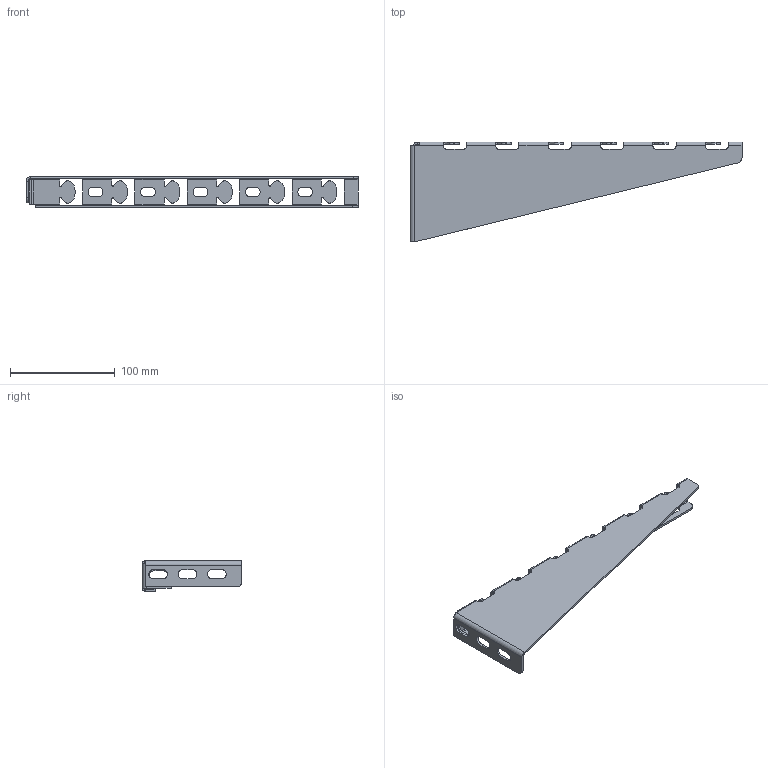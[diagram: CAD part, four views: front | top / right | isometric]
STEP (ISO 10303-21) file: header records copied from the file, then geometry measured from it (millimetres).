
FILE_DESCRIPTION((''),'2;1');
FILE_NAME('902330','2020-03-27T14:26:24',('tomasz.grudniewski'),(''),'CREO PARAMETRIC BY PTC INC, 2019080','CREO PARAMETRIC BY PTC INC, 2019080','');
FILE_SCHEMA(('CONFIG_CONTROL_DESIGN'));
Length unit declared in the file: millimetre
Products named in the file (1): 902330
Bounding box: 317 x 95.43 x 29 mm (x, y, z)
Volume: 54883.1 mm3; surface area: 59286.4 mm2
Topology: 1 solids, 1 shells, 285 faces, 757 edges, 462 vertices
Faces by surface type: plane 166, cylinder 119
Entity records: 8823 total; most frequent: DIRECTION 1565, ORIENTED_EDGE 1514, CARTESIAN_POINT 1504, EDGE_CURVE 757, AXIS2_PLACEMENT_3D 523, VECTOR 519, LINE 519, VERTEX_POINT 462
